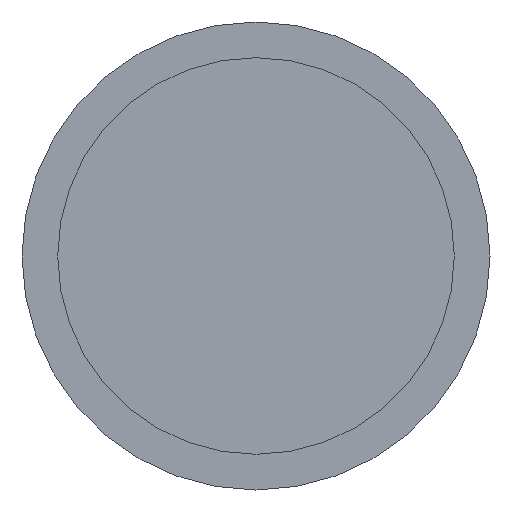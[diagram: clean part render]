
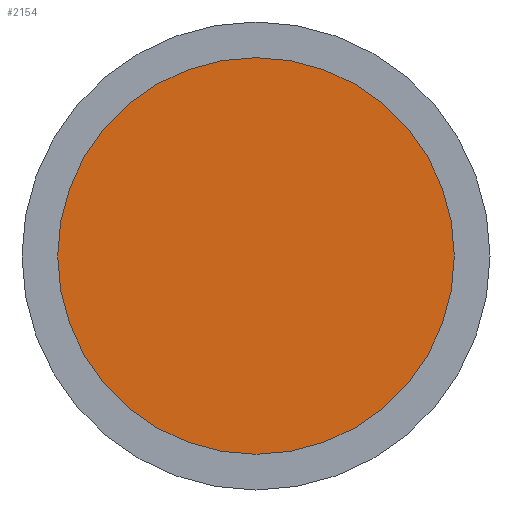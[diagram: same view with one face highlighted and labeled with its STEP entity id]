
A CAD part, front view. The second image highlights one B-rep face of the part: STEP entity #2154.
In plain terms, the highlighted planar face has unit normal (0, -1, 0).
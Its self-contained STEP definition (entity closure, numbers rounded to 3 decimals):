
#653 = CARTESIAN_POINT ( 'NONE',  ( 0., 0., 0. ) ) ;
#671 = CIRCLE ( 'NONE', #2039, 25. ) ;
#777 = VERTEX_POINT ( 'NONE', #1816 ) ;
#1067 = DIRECTION ( 'NONE',  ( 1., 0., 0. ) ) ;
#1112 = CIRCLE ( 'NONE', #2828, 25. ) ;
#1310 = DIRECTION ( 'NONE',  ( 0., -1., 0. ) ) ;
#1711 = EDGE_LOOP ( 'NONE', ( #2795, #2147 ) ) ;
#1753 = DIRECTION ( 'NONE',  ( 0., -1., 0. ) ) ;
#1816 = CARTESIAN_POINT ( 'NONE',  ( 0., 0., 25. ) ) ;
#1965 = DIRECTION ( 'NONE',  ( 0., 0., 1. ) ) ;
#1978 = DIRECTION ( 'NONE',  ( 0., -1., 0. ) ) ;
#1991 = CARTESIAN_POINT ( 'NONE',  ( 0., 0., 0. ) ) ;
#2039 = AXIS2_PLACEMENT_3D ( 'NONE', #653, #1310, #2197 ) ;
#2147 = ORIENTED_EDGE ( 'NONE', *, *, #2548, .T. ) ;
#2154 = ADVANCED_FACE ( 'NONE', ( #2810 ), #2208, .T. ) ;
#2181 = CARTESIAN_POINT ( 'NONE',  ( -25.464, 0., -25. ) ) ;
#2197 = DIRECTION ( 'NONE',  ( 0., 0., 1. ) ) ;
#2208 = PLANE ( 'NONE',  #2611 ) ;
#2433 = VERTEX_POINT ( 'NONE', #2620 ) ;
#2515 = EDGE_CURVE ( 'NONE', #777, #2433, #1112, .T. ) ;
#2548 = EDGE_CURVE ( 'NONE', #2433, #777, #671, .T. ) ;
#2611 = AXIS2_PLACEMENT_3D ( 'NONE', #2181, #1978, #1067 ) ;
#2620 = CARTESIAN_POINT ( 'NONE',  ( 0., 0., -25. ) ) ;
#2795 = ORIENTED_EDGE ( 'NONE', *, *, #2515, .T. ) ;
#2810 = FACE_OUTER_BOUND ( 'NONE', #1711, .T. ) ;
#2828 = AXIS2_PLACEMENT_3D ( 'NONE', #1991, #1753, #1965 ) ;
